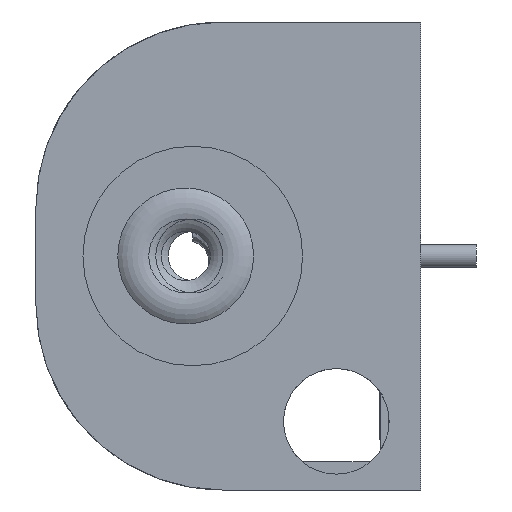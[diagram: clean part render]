
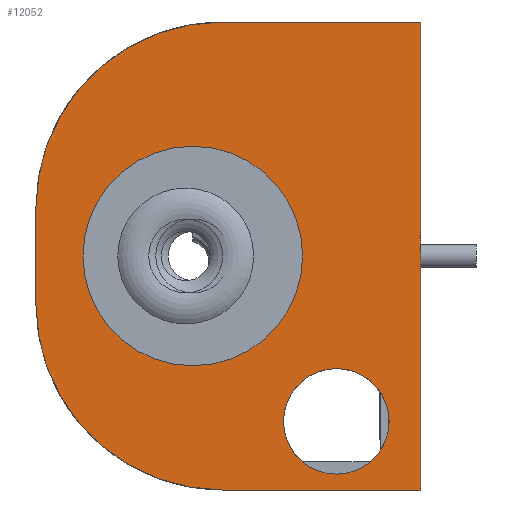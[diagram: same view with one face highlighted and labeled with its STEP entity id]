
A CAD part, left-side view. The second image highlights one B-rep face of the part: STEP entity #12052.
In plain terms, the highlighted planar face has unit normal (-1, 0, 0).
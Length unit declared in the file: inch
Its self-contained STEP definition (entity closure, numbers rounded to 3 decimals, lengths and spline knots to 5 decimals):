
#540=FACE_BOUND('',#1711,.T.);
#541=FACE_BOUND('',#1712,.T.);
#569=PLANE('',#12754);
#1024=FACE_OUTER_BOUND('',#1710,.T.);
#1710=EDGE_LOOP('',(#8482,#8483,#8484,#8485,#8486,#8487));
#1711=EDGE_LOOP('',(#8488,#8489));
#1712=EDGE_LOOP('',(#8490,#8491));
#2723=LINE('',#18642,#4011);
#2724=LINE('',#18644,#4012);
#2725=LINE('',#18646,#4013);
#2726=LINE('',#18649,#4014);
#4011=VECTOR('',#13781,39.37008);
#4012=VECTOR('',#13782,39.37008);
#4013=VECTOR('',#13783,39.37008);
#4014=VECTOR('',#13786,39.37008);
#4945=CIRCLE('',#12713,0.156);
#4946=CIRCLE('',#12714,0.156);
#4952=CIRCLE('',#12721,0.075);
#4953=CIRCLE('',#12722,0.075);
#4978=CIRCLE('',#12755,0.265);
#4979=CIRCLE('',#12756,0.265);
#5070=VERTEX_POINT('',#15831);
#5071=VERTEX_POINT('',#15833);
#5080=VERTEX_POINT('',#15853);
#5081=VERTEX_POINT('',#15855);
#5571=VERTEX_POINT('',#18638);
#5572=VERTEX_POINT('',#18639);
#5573=VERTEX_POINT('',#18641);
#5574=VERTEX_POINT('',#18643);
#5575=VERTEX_POINT('',#18645);
#5576=VERTEX_POINT('',#18647);
#6226=EDGE_CURVE('',#5071,#5070,#4945,.T.);
#6227=EDGE_CURVE('',#5070,#5071,#4946,.T.);
#6237=EDGE_CURVE('',#5081,#5080,#4952,.T.);
#6238=EDGE_CURVE('',#5080,#5081,#4953,.T.);
#6740=EDGE_CURVE('',#5571,#5572,#4978,.T.);
#6741=EDGE_CURVE('',#5573,#5571,#2723,.T.);
#6742=EDGE_CURVE('',#5574,#5573,#2724,.T.);
#6743=EDGE_CURVE('',#5575,#5574,#2725,.T.);
#6744=EDGE_CURVE('',#5576,#5575,#4979,.T.);
#6745=EDGE_CURVE('',#5572,#5576,#2726,.T.);
#8482=ORIENTED_EDGE('',*,*,#6740,.F.);
#8483=ORIENTED_EDGE('',*,*,#6741,.F.);
#8484=ORIENTED_EDGE('',*,*,#6742,.F.);
#8485=ORIENTED_EDGE('',*,*,#6743,.F.);
#8486=ORIENTED_EDGE('',*,*,#6744,.F.);
#8487=ORIENTED_EDGE('',*,*,#6745,.F.);
#8488=ORIENTED_EDGE('',*,*,#6226,.T.);
#8489=ORIENTED_EDGE('',*,*,#6227,.T.);
#8490=ORIENTED_EDGE('',*,*,#6237,.T.);
#8491=ORIENTED_EDGE('',*,*,#6238,.T.);
#12052=ADVANCED_FACE('',(#1024,#540,#541),#569,.F.);
#12713=AXIS2_PLACEMENT_3D('',#15834,#13335,#13336);
#12714=AXIS2_PLACEMENT_3D('',#15835,#13337,#13338);
#12721=AXIS2_PLACEMENT_3D('',#15856,#13355,#13356);
#12722=AXIS2_PLACEMENT_3D('',#15857,#13357,#13358);
#12754=AXIS2_PLACEMENT_3D('',#18637,#13777,#13778);
#12755=AXIS2_PLACEMENT_3D('',#18640,#13779,#13780);
#12756=AXIS2_PLACEMENT_3D('',#18648,#13784,#13785);
#13335=DIRECTION('center_axis',(1.,0.,0.));
#13336=DIRECTION('ref_axis',(0.,0.,-1.));
#13337=DIRECTION('center_axis',(1.,0.,0.));
#13338=DIRECTION('ref_axis',(0.,0.,-1.));
#13355=DIRECTION('center_axis',(1.,0.,0.));
#13356=DIRECTION('ref_axis',(0.,0.,-1.));
#13357=DIRECTION('center_axis',(1.,0.,0.));
#13358=DIRECTION('ref_axis',(0.,0.,-1.));
#13777=DIRECTION('center_axis',(1.,0.,0.));
#13778=DIRECTION('ref_axis',(0.,0.,-1.));
#13779=DIRECTION('center_axis',(1.,0.,0.));
#13780=DIRECTION('ref_axis',(0.,0.,-1.));
#13781=DIRECTION('',(0.,1.,0.));
#13782=DIRECTION('',(0.,0.,-1.));
#13783=DIRECTION('',(0.,-1.,0.));
#13784=DIRECTION('center_axis',(1.,0.,0.));
#13785=DIRECTION('ref_axis',(0.,0.,1.));
#13786=DIRECTION('',(0.,0.,1.));
#15831=CARTESIAN_POINT('',(-1.00673,-0.08227,-0.12662));
#15833=CARTESIAN_POINT('',(-1.00673,-0.08227,0.18538));
#15834=CARTESIAN_POINT('Origin',(-1.00673,-0.08227,
0.02938));
#15835=CARTESIAN_POINT('Origin',(-1.00673,-0.08227,
0.02938));
#15853=CARTESIAN_POINT('',(-1.00673,-0.28627,-0.28062));
#15855=CARTESIAN_POINT('',(-1.00673,-0.28627,-0.13062));
#15856=CARTESIAN_POINT('Origin',(-1.00673,-0.28627,-0.20562));
#15857=CARTESIAN_POINT('Origin',(-1.00673,-0.28627,-0.20562));
#18637=CARTESIAN_POINT('Origin',(-1.00673,-0.12427,-0.03812));
#18638=CARTESIAN_POINT('',(-1.00673,-0.12427,-0.30312));
#18639=CARTESIAN_POINT('',(-1.00673,0.14073,-0.03812));
#18640=CARTESIAN_POINT('Origin',(-1.00673,-0.12427,-0.03812));
#18641=CARTESIAN_POINT('',(-1.00673,-0.40627,-0.30312));
#18642=CARTESIAN_POINT('',(-1.00673,-0.40627,-0.30312));
#18643=CARTESIAN_POINT('',(-1.00673,-0.40627,0.36188));
#18644=CARTESIAN_POINT('',(-1.00673,-0.40627,0.36188));
#18645=CARTESIAN_POINT('',(-1.00673,-0.12427,0.36188));
#18646=CARTESIAN_POINT('',(-1.00673,-0.40627,0.36188));
#18647=CARTESIAN_POINT('',(-1.00673,0.14073,0.09688));
#18648=CARTESIAN_POINT('Origin',(-1.00673,-0.12427,0.09688));
#18649=CARTESIAN_POINT('',(-1.00673,0.14073,-0.03812));
